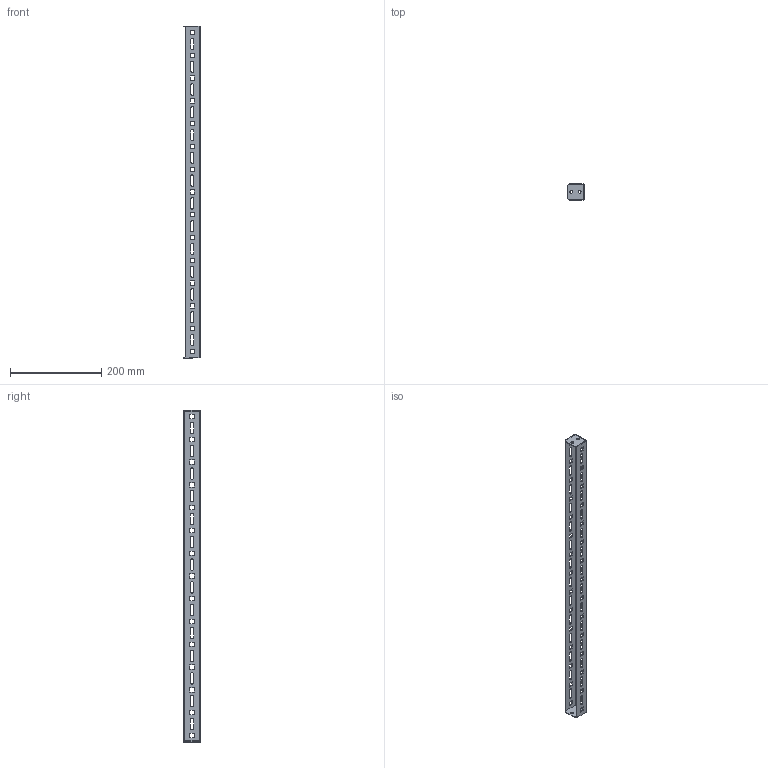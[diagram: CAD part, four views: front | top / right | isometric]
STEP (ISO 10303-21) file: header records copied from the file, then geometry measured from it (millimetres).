
FILE_DESCRIPTION (( 'STEP AP203' ), '1' );
FILE_NAME ('Ïîïåðå÷íàÿ ðåéêà FORD äëÿ êîðïóñà øèðèíîé 800 (4øò.) EKF PROxima.STEP', '2020-10-26T06:38:19', ( '' ), ( '' ), 'SwSTEP 2.0', 'SolidWorks 2019', '' );
FILE_SCHEMA (( 'CONFIG_CONTROL_DESIGN' ));
Length unit declared in the file: millimetre
Products named in the file (1): Ïîïåðå÷íàÿ ðåéêà FORD äëÿ êîðïóñà øèðèíîé 800 (4øò.) EKF PROxima
Bounding box: 36 x 36 x 729 mm (x, y, z)
Volume: 93216.6 mm3; surface area: 133329 mm2
Topology: 1 solids, 1 shells, 426 faces, 1240 edges, 816 vertices
Faces by surface type: plane 290, cylinder 128, bspline 8
Entity records: 14733 total; most frequent: CARTESIAN_POINT 2887, ORIENTED_EDGE 2480, DIRECTION 2290, EDGE_CURVE 1240, LINE 972, VECTOR 972, VERTEX_POINT 816, AXIS2_PLACEMENT_3D 659
